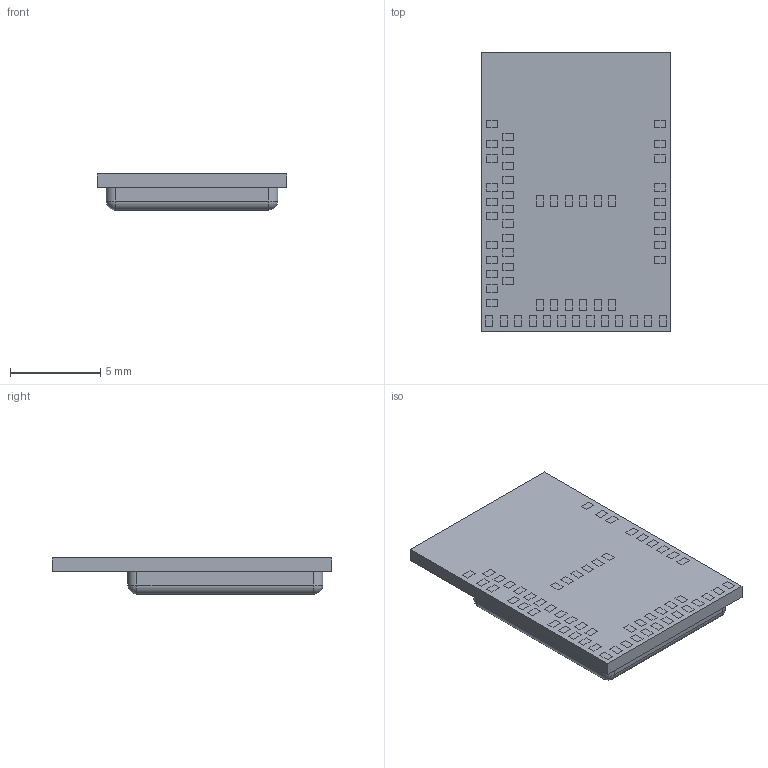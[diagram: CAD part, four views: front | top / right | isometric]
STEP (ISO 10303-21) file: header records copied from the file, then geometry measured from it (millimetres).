
FILE_DESCRIPTION(/* description */ (''),/* implementation_level */ '2;1');
FILE_NAME(/* name */ 'MBDT50Q.step',/* time_stamp */ '2023-05-23T01:26:10+02:00',/* author */ (''),/* organization */ (''),/* preprocessor_version */ 'ST-DEVELOPER v19.2',/* originating_system */ 'Autodesk Translation Framework v12.4.0.73',/* authorisation */ '');
FILE_SCHEMA (('AUTOMOTIVE_DESIGN { 1 0 10303 214 3 1 1 }'));
Length unit declared in the file: millimetre
Products named in the file (1): (Unsaved)
Bounding box: 10.5 x 15.5 x 2 mm (x, y, z)
Volume: 247.7 mm3; surface area: 786.7 mm2
Topology: 58 solids, 58 shells, 1262 faces, 3270 edges, 2176 vertices
Faces by surface type: plane 806, bspline 442, cylinder 10, sphere 4
Entity records: 42482 total; most frequent: CARTESIAN_POINT 14254, ORIENTED_EDGE 6540, DIRECTION 4045, EDGE_CURVE 3270, LINE 2363, VECTOR 2363, VERTEX_POINT 2176, EDGE_LOOP 1426
